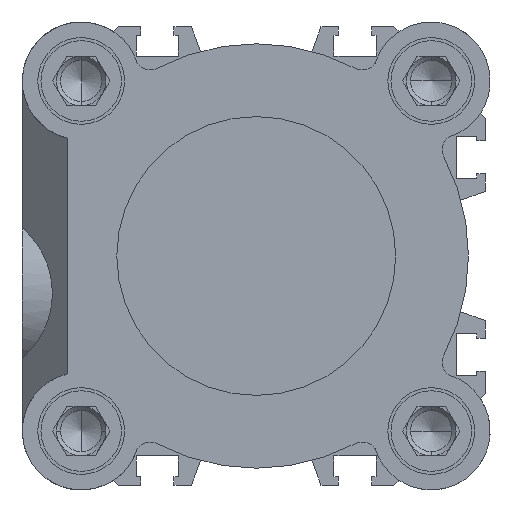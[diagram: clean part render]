
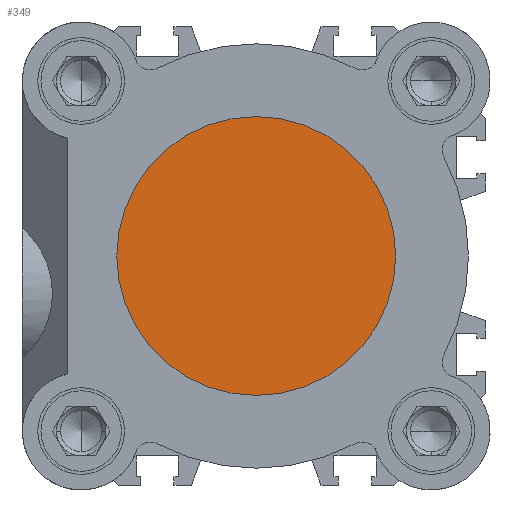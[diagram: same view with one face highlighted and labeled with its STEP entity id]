
A CAD part, left-side view. The second image highlights one B-rep face of the part: STEP entity #349.
In plain terms, the highlighted face is planar.
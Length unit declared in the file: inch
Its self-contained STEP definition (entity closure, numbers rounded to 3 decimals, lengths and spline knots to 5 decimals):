
#349 = ADVANCED_FACE ( 'NONE', ( #6801 ), #7823, .F. ) ;
#1135 = ORIENTED_EDGE ( 'NONE', *, *, #9351, .F. ) ;
#1341 = CIRCLE ( 'NONE', #3958, 0.88583 ) ;
#2534 = CARTESIAN_POINT ( 'NONE',  ( 1.41732, 0., 0. ) ) ;
#2713 = CIRCLE ( 'NONE', #4648, 0.88583 ) ;
#2843 = EDGE_LOOP ( 'NONE', ( #1135, #11957 ) ) ;
#2942 = DIRECTION ( 'NONE',  ( -1., 0., 0. ) ) ;
#3596 = DIRECTION ( 'NONE',  ( 0., 0., 1. ) ) ;
#3958 = AXIS2_PLACEMENT_3D ( 'NONE', #2534, #9666, #3596 ) ;
#4230 = CARTESIAN_POINT ( 'NONE',  ( 1.41732, 0.88583, 0. ) ) ;
#4648 = AXIS2_PLACEMENT_3D ( 'NONE', #9048, #2942, #10063 ) ;
#4977 = VERTEX_POINT ( 'NONE', #6854 ) ;
#5707 = AXIS2_PLACEMENT_3D ( 'NONE', #4230, #8304, #8351 ) ;
#6801 = FACE_OUTER_BOUND ( 'NONE', #2843, .T. ) ;
#6854 = CARTESIAN_POINT ( 'NONE',  ( 1.41732, 0., -0.88583 ) ) ;
#7670 = VERTEX_POINT ( 'NONE', #11053 ) ;
#7823 = PLANE ( 'NONE',  #5707 ) ;
#8304 = DIRECTION ( 'NONE',  ( -1., 0., 0. ) ) ;
#8351 = DIRECTION ( 'NONE',  ( 0., 0., 1. ) ) ;
#9048 = CARTESIAN_POINT ( 'NONE',  ( 1.41732, 0., 0. ) ) ;
#9351 = EDGE_CURVE ( 'NONE', #7670, #4977, #2713, .T. ) ;
#9666 = DIRECTION ( 'NONE',  ( -1., 0., 0. ) ) ;
#10063 = DIRECTION ( 'NONE',  ( 0., 0., 1. ) ) ;
#11053 = CARTESIAN_POINT ( 'NONE',  ( 1.41732, 0., 0.88583 ) ) ;
#11957 = ORIENTED_EDGE ( 'NONE', *, *, #12498, .F. ) ;
#12498 = EDGE_CURVE ( 'NONE', #4977, #7670, #1341, .T. ) ;
